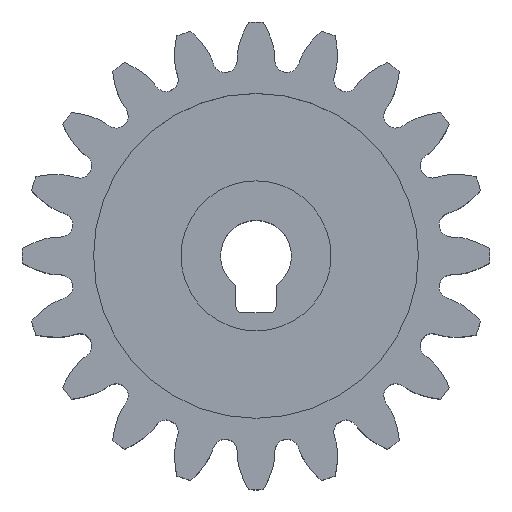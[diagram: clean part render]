
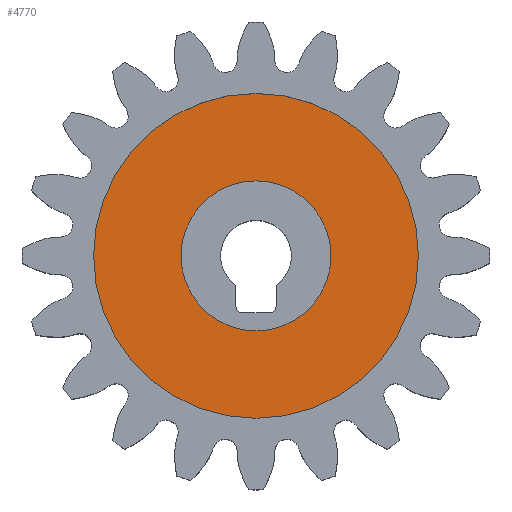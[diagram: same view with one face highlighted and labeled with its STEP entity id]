
A CAD part, top view. The second image highlights one B-rep face of the part: STEP entity #4770.
In plain terms, the highlighted planar face has unit normal (0, 0, 1).
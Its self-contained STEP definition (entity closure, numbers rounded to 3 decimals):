
#99=FACE_BOUND('',#852,.T.);
#454=PLANE('',#5156);
#591=FACE_OUTER_BOUND('',#851,.T.);
#851=EDGE_LOOP('',(#3874));
#852=EDGE_LOOP('',(#3875));
#1835=CIRCLE('',#5106,2.8);
#1877=CIRCLE('',#5152,6.064);
#2096=VERTEX_POINT('',#7188);
#2258=VERTEX_POINT('',#8318);
#2684=EDGE_CURVE('',#2096,#2096,#1835,.T.);
#2848=EDGE_CURVE('',#2258,#2258,#1877,.T.);
#3874=ORIENTED_EDGE('',*,*,#2848,.T.);
#3875=ORIENTED_EDGE('',*,*,#2684,.F.);
#4770=ADVANCED_FACE('',(#591,#99),#454,.F.);
#5106=AXIS2_PLACEMENT_3D('',#7189,#5732,#5733);
#5152=AXIS2_PLACEMENT_3D('',#8319,#5866,#5867);
#5156=AXIS2_PLACEMENT_3D('',#8329,#5877,#5878);
#5732=DIRECTION('center_axis',(0.,0.,
1.));
#5733=DIRECTION('ref_axis',(-1.,0.,0.));
#5866=DIRECTION('center_axis',(0.,0.,1.));
#5867=DIRECTION('ref_axis',(-1.,0.,0.));
#5877=DIRECTION('center_axis',(0.,0.,-1.));
#5878=DIRECTION('ref_axis',(-1.,0.,0.));
#7188=CARTESIAN_POINT('',(2.8,0.001,4.826));
#7189=CARTESIAN_POINT('Origin',(0.,0.001,
4.826));
#8318=CARTESIAN_POINT('',(-6.064,0.,4.826));
#8319=CARTESIAN_POINT('Origin',(0.,0.,4.826));
#8329=CARTESIAN_POINT('Origin',(-0.468,8.344,4.826));
